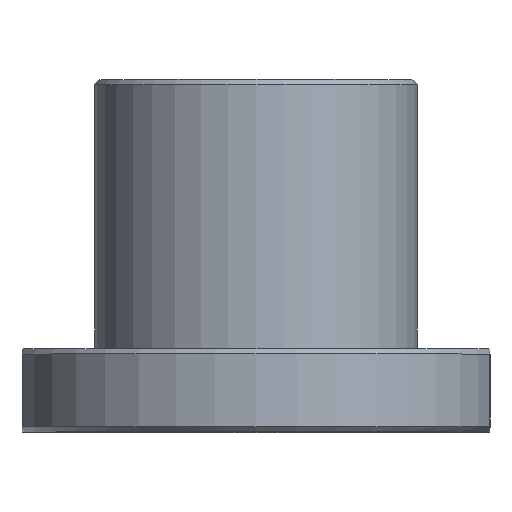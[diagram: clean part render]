
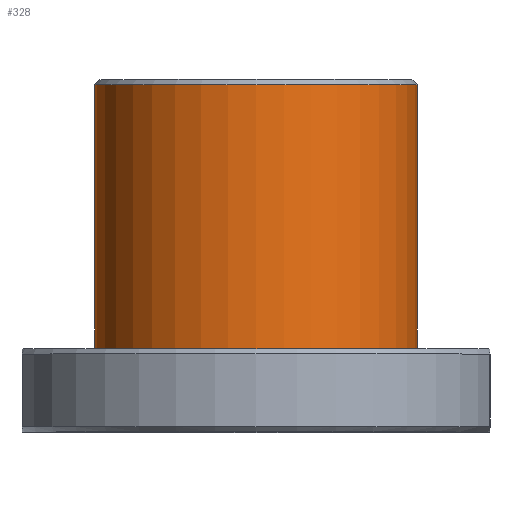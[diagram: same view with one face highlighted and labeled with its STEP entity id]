
A CAD part, top view. The second image highlights one B-rep face of the part: STEP entity #328.
In plain terms, the highlighted cylindrical face has radius 15.5 mm (diameter 31 mm), a full revolution.
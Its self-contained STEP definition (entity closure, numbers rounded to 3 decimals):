
#183 = AXIS2_PLACEMENT_3D ( 'NONE', #2051, #3798, #5555 ) ;
#276 = AXIS2_PLACEMENT_3D ( 'NONE', #541, #2290, #4042 ) ;
#328 = ADVANCED_FACE ( 'NONE', ( #2567, #4316 ), #381, .T. ) ;
#381 = CYLINDRICAL_SURFACE ( 'NONE', #5404, 15.5 ) ;
#541 = CARTESIAN_POINT ( 'NONE',  ( 0., 8., 0. ) ) ;
#739 = VERTEX_POINT ( 'NONE', #2492 ) ;
#1555 = CIRCLE ( 'NONE', #276, 15.5 ) ;
#2010 = EDGE_LOOP ( 'NONE', ( #4353 ) ) ;
#2012 = EDGE_CURVE ( 'NONE', #739, #739, #2656, .T. ) ;
#2051 = CARTESIAN_POINT ( 'NONE',  ( 0., 33.4, 0. ) ) ;
#2137 = CARTESIAN_POINT ( 'NONE',  ( 0., 40.9, 0. ) ) ;
#2290 = DIRECTION ( 'NONE',  ( 0., 1., 0. ) ) ;
#2492 = CARTESIAN_POINT ( 'NONE',  ( 0., 33.4, 15.5 ) ) ;
#2567 = FACE_OUTER_BOUND ( 'NONE', #5090, .T. ) ;
#2656 = CIRCLE ( 'NONE', #183, 15.5 ) ;
#2859 = EDGE_CURVE ( 'NONE', #3385, #3385, #1555, .T. ) ;
#3385 = VERTEX_POINT ( 'NONE', #5138 ) ;
#3540 = ORIENTED_EDGE ( 'NONE', *, *, #2012, .T. ) ;
#3798 = DIRECTION ( 'NONE',  ( 0., -1., 0. ) ) ;
#3882 = DIRECTION ( 'NONE',  ( 0., -1., 0. ) ) ;
#4042 = DIRECTION ( 'NONE',  ( 0., 0., 1. ) ) ;
#4316 = FACE_OUTER_BOUND ( 'NONE', #2010, .T. ) ;
#4353 = ORIENTED_EDGE ( 'NONE', *, *, #2859, .T. ) ;
#5090 = EDGE_LOOP ( 'NONE', ( #3540 ) ) ;
#5138 = CARTESIAN_POINT ( 'NONE',  ( 0., 8., 15.5 ) ) ;
#5404 = AXIS2_PLACEMENT_3D ( 'NONE', #2137, #3882, #5637 ) ;
#5555 = DIRECTION ( 'NONE',  ( 0., 0., 1. ) ) ;
#5637 = DIRECTION ( 'NONE',  ( 0., 0., -1. ) ) ;
